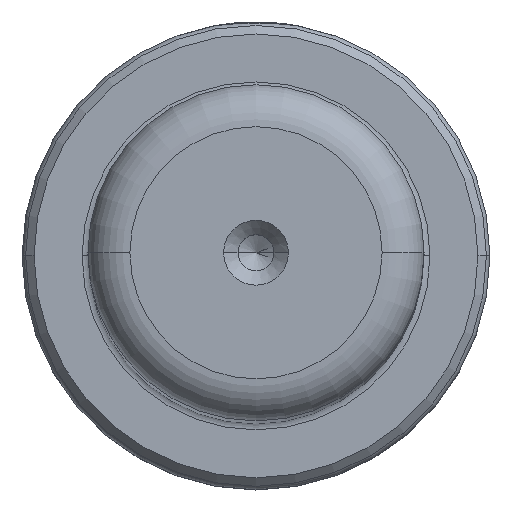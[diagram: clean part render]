
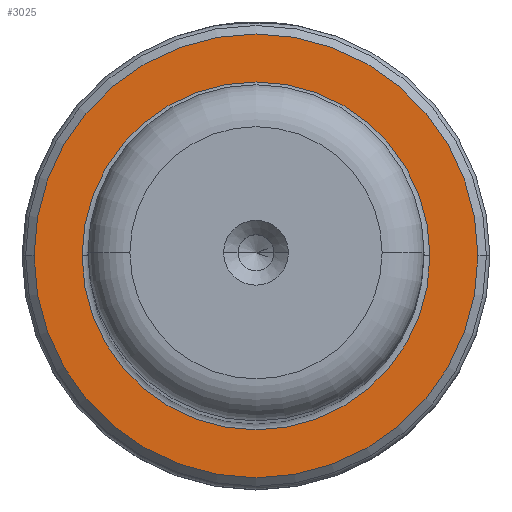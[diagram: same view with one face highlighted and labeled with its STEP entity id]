
A CAD part, top view. The second image highlights one B-rep face of the part: STEP entity #3025.
In plain terms, the highlighted planar face has unit normal (0, 0, 1).
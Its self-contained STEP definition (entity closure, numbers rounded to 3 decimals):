
#49 = CARTESIAN_POINT ( 'NONE',  ( 0., 0., 30. ) ) ;
#91 = ORIENTED_EDGE ( 'NONE', *, *, #1108, .T. ) ;
#154 = ORIENTED_EDGE ( 'NONE', *, *, #1622, .T. ) ;
#332 = DIRECTION ( 'NONE',  ( 0., 0., 1. ) ) ;
#372 = VERTEX_POINT ( 'NONE', #3162 ) ;
#376 = DIRECTION ( 'NONE',  ( -1., 0., 0. ) ) ;
#387 = AXIS2_PLACEMENT_3D ( 'NONE', #1928, #1658, #2673 ) ;
#485 = VERTEX_POINT ( 'NONE', #2599 ) ;
#533 = DIRECTION ( 'NONE',  ( 1., 0., 0. ) ) ;
#566 = CARTESIAN_POINT ( 'NONE',  ( -18.5, 0., 30. ) ) ;
#567 = DIRECTION ( 'NONE',  ( 0., 0., 1. ) ) ;
#600 = ORIENTED_EDGE ( 'NONE', *, *, #2678, .T. ) ;
#621 = CARTESIAN_POINT ( 'NONE',  ( 0., 0., 30. ) ) ;
#755 = CARTESIAN_POINT ( 'NONE',  ( 0., 0., 30. ) ) ;
#791 = CIRCLE ( 'NONE', #1909, 14.5 ) ;
#1004 = VERTEX_POINT ( 'NONE', #566 ) ;
#1108 = EDGE_CURVE ( 'NONE', #372, #485, #2747, .T. ) ;
#1174 = CIRCLE ( 'NONE', #2659, 18.5 ) ;
#1423 = AXIS2_PLACEMENT_3D ( 'NONE', #755, #2632, #533 ) ;
#1622 = EDGE_CURVE ( 'NONE', #1004, #2048, #2502, .T. ) ;
#1658 = DIRECTION ( 'NONE',  ( 0., 0., -1. ) ) ;
#1659 = CARTESIAN_POINT ( 'NONE',  ( 18.5, 0., 30. ) ) ;
#1826 = EDGE_CURVE ( 'NONE', #2048, #1004, #1174, .T. ) ;
#1876 = EDGE_LOOP ( 'NONE', ( #91, #600 ) ) ;
#1909 = AXIS2_PLACEMENT_3D ( 'NONE', #621, #2726, #376 ) ;
#1928 = CARTESIAN_POINT ( 'NONE',  ( 0., 0., 30. ) ) ;
#2048 = VERTEX_POINT ( 'NONE', #1659 ) ;
#2065 = PLANE ( 'NONE',  #1423 ) ;
#2211 = DIRECTION ( 'NONE',  ( 1., 0., 0. ) ) ;
#2305 = ORIENTED_EDGE ( 'NONE', *, *, #1826, .T. ) ;
#2480 = CARTESIAN_POINT ( 'NONE',  ( 0., 0., 30. ) ) ;
#2502 = CIRCLE ( 'NONE', #2721, 18.5 ) ;
#2599 = CARTESIAN_POINT ( 'NONE',  ( 14.5, 0., 30. ) ) ;
#2632 = DIRECTION ( 'NONE',  ( 0., 0., 1. ) ) ;
#2659 = AXIS2_PLACEMENT_3D ( 'NONE', #49, #567, #3375 ) ;
#2673 = DIRECTION ( 'NONE',  ( -1., 0., 0. ) ) ;
#2678 = EDGE_CURVE ( 'NONE', #485, #372, #791, .T. ) ;
#2721 = AXIS2_PLACEMENT_3D ( 'NONE', #2480, #332, #2211 ) ;
#2726 = DIRECTION ( 'NONE',  ( 0., 0., -1. ) ) ;
#2747 = CIRCLE ( 'NONE', #387, 14.5 ) ;
#3012 = EDGE_LOOP ( 'NONE', ( #154, #2305 ) ) ;
#3025 = ADVANCED_FACE ( 'NONE', ( #3130, #3404 ), #2065, .T. ) ;
#3130 = FACE_BOUND ( 'NONE', #1876, .T. ) ;
#3162 = CARTESIAN_POINT ( 'NONE',  ( -14.5, 0., 30. ) ) ;
#3375 = DIRECTION ( 'NONE',  ( 1., 0., 0. ) ) ;
#3404 = FACE_OUTER_BOUND ( 'NONE', #3012, .T. ) ;
